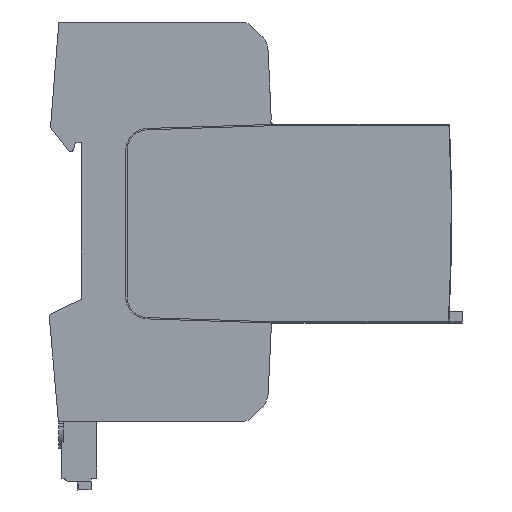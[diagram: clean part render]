
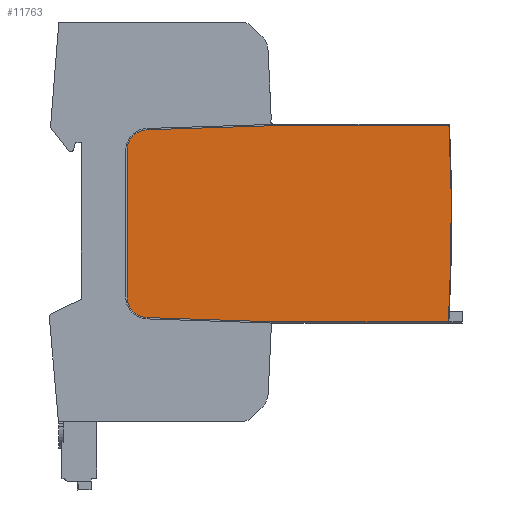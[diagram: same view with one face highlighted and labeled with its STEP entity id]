
A CAD part, left-side view. The second image highlights one B-rep face of the part: STEP entity #11763.
In plain terms, the highlighted planar face has unit normal (-1, 0, 0).
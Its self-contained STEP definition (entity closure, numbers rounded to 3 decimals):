
#1114=CARTESIAN_POINT('',(-99.,-78.838,-22.527));
#1617=DIRECTION('',(0.,1.,0.));
#1618=VECTOR('',#1617,40.048);
#1619=CARTESIAN_POINT('',(-99.,-78.962,21.7));
#1620=LINE('',#1619,#1618);
#1625=CARTESIAN_POINT('',(-99.,336.41,0.75));
#1626=DIRECTION('',(1.,0.,0.));
#1627=DIRECTION('',(0.,-0.999,0.05));
#1628=AXIS2_PLACEMENT_3D('',#1625,#1626,#1627);
#1630=DIRECTION('',(0.,1.,0.));
#1631=VECTOR('',#1630,39.924);
#1632=CARTESIAN_POINT('',(-99.,-78.838,-22.527));
#1633=LINE('',#1632,#1631);
#1634=DIRECTION('',(0.,0.999,0.033));
#1635=VECTOR('',#1634,28.085);
#1636=CARTESIAN_POINT('',(-99.,-38.914,
-22.527));
#1637=LINE('',#1636,#1635);
#1638=CARTESIAN_POINT('',(-99.,-11.,-16.9));
#1639=DIRECTION('',(1.,0.,0.));
#1640=DIRECTION('',(0.,0.033,-0.999));
#1641=AXIS2_PLACEMENT_3D('',#1638,#1639,#1640);
#1643=DIRECTION('',(0.,0.,1.));
#1644=VECTOR('',#1643,33.);
#1645=CARTESIAN_POINT('',(-99.,-6.3,-16.9));
#1646=LINE('',#1645,#1644);
#1647=CARTESIAN_POINT('',(-99.,-11.,16.1));
#1648=DIRECTION('',(1.,0.,0.));
#1649=DIRECTION('',(0.,1.,0.));
#1650=AXIS2_PLACEMENT_3D('',#1647,#1648,#1649);
#1652=DIRECTION('',(0.,-0.999,0.032));
#1653=VECTOR('',#1652,28.08);
#1654=CARTESIAN_POINT('',(-99.,-10.849,20.798));
#1655=LINE('',#1654,#1653);
#8879=VERTEX_POINT('',#1114);
#8880=CARTESIAN_POINT('',(-99.,-78.962,21.7));
#8881=VERTEX_POINT('',#8880);
#8886=CARTESIAN_POINT('',(-99.,-38.914,
-22.527));
#8887=VERTEX_POINT('',#8886);
#8901=CARTESIAN_POINT('',(-99.,-10.844,-21.597));
#8902=VERTEX_POINT('',#8901);
#8903=CARTESIAN_POINT('',(-99.,-6.3,-16.9));
#8904=VERTEX_POINT('',#8903);
#8905=CARTESIAN_POINT('',(-99.,-6.3,16.1));
#8906=VERTEX_POINT('',#8905);
#8907=CARTESIAN_POINT('',(-99.,-10.849,20.798));
#8908=VERTEX_POINT('',#8907);
#8909=CARTESIAN_POINT('',(-99.,-38.914,
21.7));
#8910=VERTEX_POINT('',#8909);
#11743=CARTESIAN_POINT('',(-99.,0.,0.));
#11744=DIRECTION('',(1.,0.,0.));
#11745=DIRECTION('',(0.,1.,0.));
#11746=AXIS2_PLACEMENT_3D('',#11743,#11744,#11745);
#11747=PLANE('',#11746);
#11748=ORIENTED_EDGE('',*,*,#11137,.T.);
#11749=ORIENTED_EDGE('',*,*,#11124,.T.);
#11751=ORIENTED_EDGE('',*,*,#11750,.T.);
#11753=ORIENTED_EDGE('',*,*,#11752,.T.);
#11755=ORIENTED_EDGE('',*,*,#11754,.T.);
#11757=ORIENTED_EDGE('',*,*,#11756,.T.);
#11759=ORIENTED_EDGE('',*,*,#11758,.T.);
#11760=ORIENTED_EDGE('',*,*,#11731,.F.);
#11761=EDGE_LOOP('',(#11748,#11749,#11751,#11753,#11755,#11757,#11759,#11760));
#11762=FACE_OUTER_BOUND('',#11761,.F.);
#1629=CIRCLE('',#1628,415.9);
#1642=CIRCLE('',#1641,4.7);
#1651=CIRCLE('',#1650,4.7);
#11124=EDGE_CURVE('',#8879,#8887,#1633,.T.);
#11137=EDGE_CURVE('',#8881,#8879,#1629,.T.);
#11731=EDGE_CURVE('',#8881,#8910,#1620,.T.);
#11750=EDGE_CURVE('',#8887,#8902,#1637,.T.);
#11752=EDGE_CURVE('',#8902,#8904,#1642,.T.);
#11754=EDGE_CURVE('',#8904,#8906,#1646,.T.);
#11756=EDGE_CURVE('',#8906,#8908,#1651,.T.);
#11758=EDGE_CURVE('',#8908,#8910,#1655,.T.);
#11763=ADVANCED_FACE('',(#11762),#11747,.F.);
